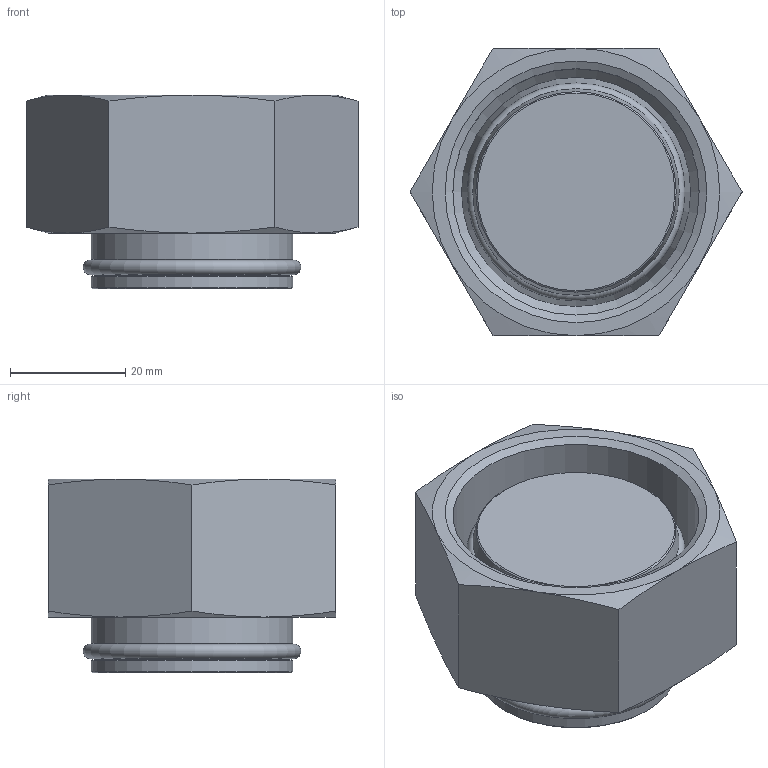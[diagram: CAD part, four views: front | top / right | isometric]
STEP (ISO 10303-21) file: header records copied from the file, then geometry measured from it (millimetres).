
FILE_DESCRIPTION((''),'2;1');
FILE_NAME('726135K.stp','2014-09-03T16:34:54',(''),('KNOMI spol. s r. o.'),'Autodesk Inventor 2012','Autodesk Inventor 2012','');
FILE_SCHEMA(('AUTOMOTIVE_DESIGN { 1 2 10303 214 0 1 1 1 }'));
Length unit declared in the file: millimetre
Products named in the file (5): VZ2K 35L; 726135; 7262 35; 60732025; 3913545
Assembly tree (5 placements, depth 3):
  VZ2K 35L
    726135
      7262 35
      60732025
    3913545
    60732025
Bounding box: 57.73 x 50 x 33.72 mm (x, y, z)
Volume: 51462.7 mm3; surface area: 16906.3 mm2
Topology: 4 solids, 4 shells, 51 faces, 104 edges, 61 vertices
Faces by surface type: cone 23, plane 14, torus 8, cylinder 6
Full cylindrical faces by diameter (mm): 32.5 x1, 35 x3, 39.8 x1, 42.835 x1
Entity records: 1331 total; most frequent: CARTESIAN_POINT 235, DIRECTION 212, ORIENTED_EDGE 146, AXIS2_PLACEMENT_3D 103, EDGE_LOOP 79, EDGE_CURVE 73, VERTEX_POINT 54, STYLED_ITEM 53
